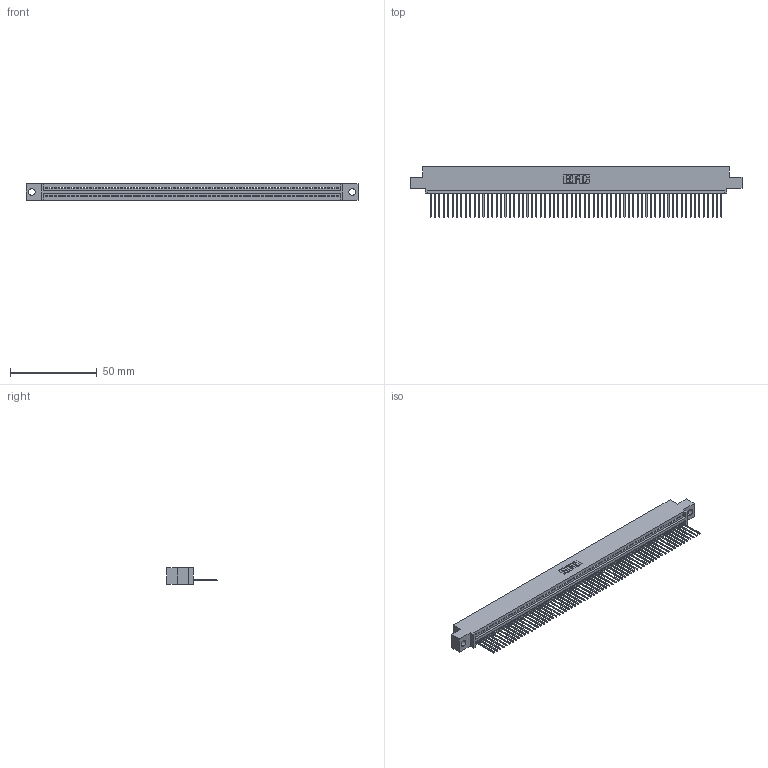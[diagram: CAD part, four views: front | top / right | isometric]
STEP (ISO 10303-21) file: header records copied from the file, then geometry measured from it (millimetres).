
FILE_DESCRIPTION (( 'STEP AP203' ), '1' );
FILE_NAME ('395-067-540-404.STEP', '2021-05-31T22:09:38', ( '' ), ( '' ), 'SwSTEP 2.0', 'SolidWorks 2020', '' );
FILE_SCHEMA (( 'CONFIG_CONTROL_DESIGN' ));
Length unit declared in the file: inch
Products named in the file (3): 345-292-001_345-293-140; 395-067-540-404; 345 Part_0.110 Offset - 0.156 Dia-TI
Assembly tree (68 placements, depth 2):
  395-067-540-404
    345 Part_0.110 Offset - 0.156 Dia-TI
    345-292-001_345-293-140  x67
Bounding box: 191.39 x 29.13 x 9.4 mm (x, y, z)
Volume: 18294.5 mm3; surface area: 25228.7 mm2
Topology: 68 solids, 68 shells, 4030 faces, 12181 edges, 8030 vertices
Faces by surface type: plane 2778, cylinder 1252
Entity records: 47629 total; most frequent: CARTESIAN_POINT 8259, ORIENTED_EDGE 8258, DIRECTION 7175, EDGE_CURVE 4129, VECTOR 3729, LINE 3729, VERTEX_POINT 2750, AXIS2_PLACEMENT_3D 1723
